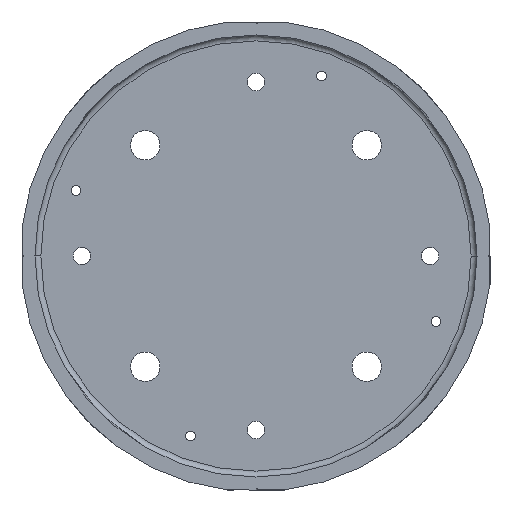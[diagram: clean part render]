
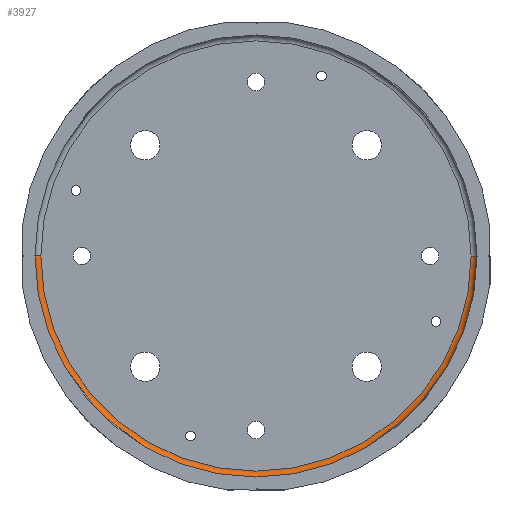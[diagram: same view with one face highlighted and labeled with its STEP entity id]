
A CAD part, front view. The second image highlights one B-rep face of the part: STEP entity #3927.
In plain terms, the highlighted toroidal (fillet/blend) face has major radius 92.71 mm and minor radius 2.54 mm.
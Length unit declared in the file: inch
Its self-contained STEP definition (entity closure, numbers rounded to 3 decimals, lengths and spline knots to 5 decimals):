
#58 = DIRECTION ( 'NONE',  ( 1., 0., 0. ) ) ;
#59 = CARTESIAN_POINT ( 'NONE',  ( 0., 0.5, 0. ) ) ;
#86 = DIRECTION ( 'NONE',  ( 1., 0., 0. ) ) ;
#801 = DIRECTION ( 'NONE',  ( 0., -1., 0. ) ) ;
#971 = DIRECTION ( 'NONE',  ( 1., 0., 0. ) ) ;
#1001 = CARTESIAN_POINT ( 'NONE',  ( 0., 0.4, 0. ) ) ;
#1010 = CARTESIAN_POINT ( 'NONE',  ( 0., 0.4, 0. ) ) ;
#1033 = DIRECTION ( 'NONE',  ( 0., 1., 0. ) ) ;
#1039 = DIRECTION ( 'NONE',  ( 1., 0., 0. ) ) ;
#1092 = DIRECTION ( 'NONE',  ( 0., 0., 1. ) ) ;
#1161 = DIRECTION ( 'NONE',  ( 0., 1., 0. ) ) ;
#1166 = CARTESIAN_POINT ( 'NONE',  ( -3.65, 0.4, 0. ) ) ;
#1295 = CIRCLE ( 'NONE', #3315, 0.1 ) ;
#1376 = TOROIDAL_SURFACE ( 'NONE', #3338, 3.65, 0.1 ) ;
#1489 = CIRCLE ( 'NONE', #3324, 3.65 ) ;
#1778 = CIRCLE ( 'NONE', #3318, 3.75 ) ;
#1929 = EDGE_LOOP ( 'NONE', ( #2141, #2038, #2121, #2041, #2182 ) ) ;
#1941 = CIRCLE ( 'NONE', #3243, 0.1 ) ;
#2038 = ORIENTED_EDGE ( 'NONE', *, *, #3161, .T. ) ;
#2041 = ORIENTED_EDGE ( 'NONE', *, *, #3164, .F. ) ;
#2043 = CIRCLE ( 'NONE', #3303, 3.75 ) ;
#2121 = ORIENTED_EDGE ( 'NONE', *, *, #3137, .F. ) ;
#2141 = ORIENTED_EDGE ( 'NONE', *, *, #3200, .F. ) ;
#2182 = ORIENTED_EDGE ( 'NONE', *, *, #2988, .F. ) ;
#2246 = FACE_OUTER_BOUND ( 'NONE', #1929, .T. ) ;
#2516 = CARTESIAN_POINT ( 'NONE',  ( 0., 0.4, -3.75 ) ) ;
#2545 = CARTESIAN_POINT ( 'NONE',  ( 3.65, 0.5, 0. ) ) ;
#2682 = CARTESIAN_POINT ( 'NONE',  ( 3.65, 0.4, 0. ) ) ;
#2690 = DIRECTION ( 'NONE',  ( -1., 0., 0. ) ) ;
#2692 = DIRECTION ( 'NONE',  ( 0., 0., -1. ) ) ;
#2702 = CARTESIAN_POINT ( 'NONE',  ( 3.75, 0.4, 0. ) ) ;
#2737 = CARTESIAN_POINT ( 'NONE',  ( -3.65, 0.5, 0. ) ) ;
#2738 = CARTESIAN_POINT ( 'NONE',  ( -3.75, 0.4, 0. ) ) ;
#2829 = VERTEX_POINT ( 'NONE', #2702 ) ;
#2831 = VERTEX_POINT ( 'NONE', #2738 ) ;
#2833 = VERTEX_POINT ( 'NONE', #2737 ) ;
#2924 = VERTEX_POINT ( 'NONE', #2545 ) ;
#2950 = VERTEX_POINT ( 'NONE', #2516 ) ;
#2988 = EDGE_CURVE ( 'NONE', #2924, #2829, #1941, .T. ) ;
#3137 = EDGE_CURVE ( 'NONE', #2950, #2831, #2043, .T. ) ;
#3161 = EDGE_CURVE ( 'NONE', #2833, #2831, #1295, .T. ) ;
#3164 = EDGE_CURVE ( 'NONE', #2829, #2950, #1778, .T. ) ;
#3200 = EDGE_CURVE ( 'NONE', #2833, #2924, #1489, .T. ) ;
#3243 = AXIS2_PLACEMENT_3D ( 'NONE', #2682, #2692, #2690 ) ;
#3303 = AXIS2_PLACEMENT_3D ( 'NONE', #1010, #1161, #58 ) ;
#3315 = AXIS2_PLACEMENT_3D ( 'NONE', #1166, #1092, #971 ) ;
#3318 = AXIS2_PLACEMENT_3D ( 'NONE', #1001, #1033, #1039 ) ;
#3324 = AXIS2_PLACEMENT_3D ( 'NONE', #59, #801, #86 ) ;
#3338 = AXIS2_PLACEMENT_3D ( 'NONE', #3822, #3601, #3591 ) ;
#3591 = DIRECTION ( 'NONE',  ( 1., 0., 0. ) ) ;
#3601 = DIRECTION ( 'NONE',  ( 0., -1., 0. ) ) ;
#3822 = CARTESIAN_POINT ( 'NONE',  ( 0., 0.4, 0. ) ) ;
#3927 = ADVANCED_FACE ( 'NONE', ( #2246 ), #1376, .F. ) ;
